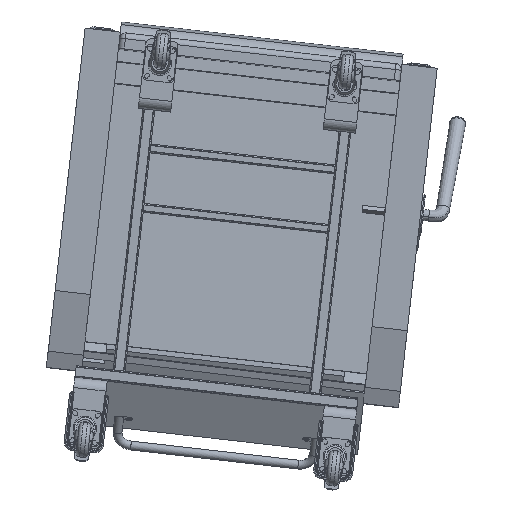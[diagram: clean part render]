
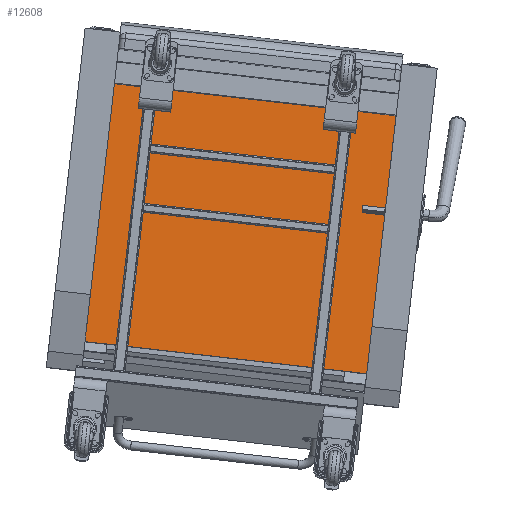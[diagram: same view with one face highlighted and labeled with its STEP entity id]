
A CAD part, front view. The second image highlights one B-rep face of the part: STEP entity #12608.
In plain terms, the highlighted face is planar.
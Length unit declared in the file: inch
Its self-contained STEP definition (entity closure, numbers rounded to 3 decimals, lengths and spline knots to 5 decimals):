
#909=LINE('',#19795,#1827);
#910=LINE('',#19798,#1828);
#911=LINE('',#19800,#1829);
#912=LINE('',#19801,#1830);
#1827=VECTOR('',#15713,0.3937);
#1828=VECTOR('',#15716,0.3937);
#1829=VECTOR('',#15717,0.3937);
#1830=VECTOR('',#15718,0.3937);
#2723=PLANE('',#14005);
#3236=FACE_OUTER_BOUND('',#4028,.T.);
#4028=EDGE_LOOP('',(#8736,#8737,#8738,#8739));
#5599=VERTEX_POINT('',#19791);
#5600=VERTEX_POINT('',#19793);
#5601=VERTEX_POINT('',#19797);
#5602=VERTEX_POINT('',#19799);
#6847=EDGE_CURVE('',#5599,#5600,#909,.T.);
#6848=EDGE_CURVE('',#5601,#5599,#910,.T.);
#6849=EDGE_CURVE('',#5602,#5600,#911,.T.);
#6850=EDGE_CURVE('',#5601,#5602,#912,.T.);
#8736=ORIENTED_EDGE('',*,*,#6848,.T.);
#8737=ORIENTED_EDGE('',*,*,#6847,.T.);
#8738=ORIENTED_EDGE('',*,*,#6849,.F.);
#8739=ORIENTED_EDGE('',*,*,#6850,.F.);
#12608=ADVANCED_FACE('',(#3236),#2723,.T.);
#14005=AXIS2_PLACEMENT_3D('',#19796,#15714,#15715);
#15713=DIRECTION('',(1.,0.,0.));
#15714=DIRECTION('center_axis',(0.,-1.,0.));
#15715=DIRECTION('ref_axis',(0.,0.,-1.));
#15716=DIRECTION('',(0.,0.,-1.));
#15717=DIRECTION('',(0.,0.,-1.));
#15718=DIRECTION('',(1.,0.,0.));
#19791=CARTESIAN_POINT('',(0.,0.,0.));
#19793=CARTESIAN_POINT('',(24.,0.,0.));
#19795=CARTESIAN_POINT('',(0.,0.,0.));
#19796=CARTESIAN_POINT('Origin',(0.,0.,22.));
#19797=CARTESIAN_POINT('',(0.,0.,22.));
#19798=CARTESIAN_POINT('',(0.,0.,22.));
#19799=CARTESIAN_POINT('',(24.,0.,22.));
#19800=CARTESIAN_POINT('',(24.,0.,22.));
#19801=CARTESIAN_POINT('',(0.,0.,22.));
